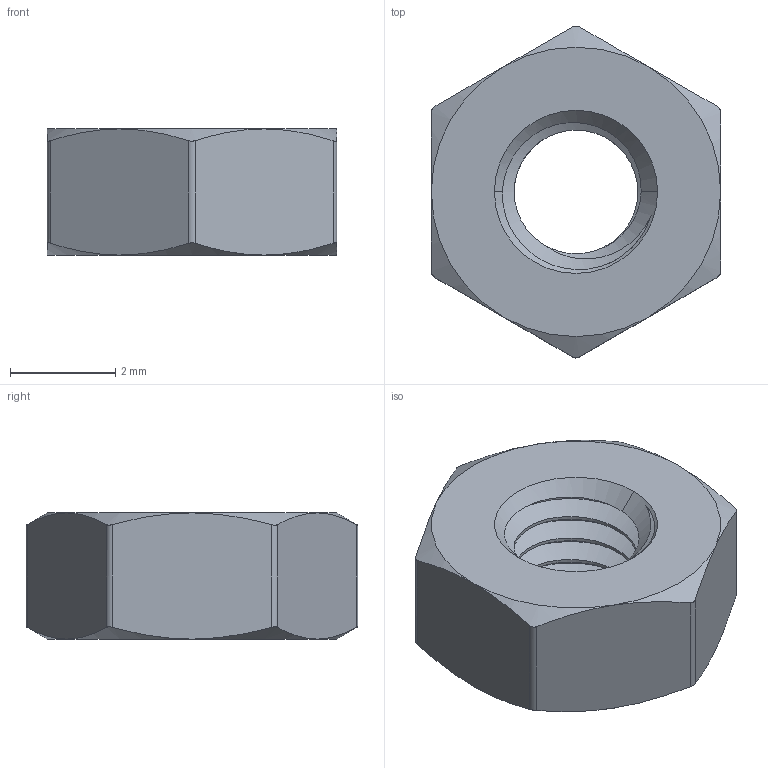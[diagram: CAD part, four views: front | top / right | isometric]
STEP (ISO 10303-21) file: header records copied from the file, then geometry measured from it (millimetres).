
FILE_DESCRIPTION (( 'STEP AP203' ), '1' );
FILE_NAME ('91828A211_18-8 Stainless Steel Hex Nut.STEP', '2023-01-31T18:38:29', ( 'Administrator' ), ( 'Managed by Terraform' ), 'SwSTEP 2.0', 'SolidWorks 2017', '' );
FILE_SCHEMA (( 'CONFIG_CONTROL_DESIGN' ));
Length unit declared in the file: millimetre
Products named in the file (1): 91828A211_18-8 Stainless Steel Hex Nut
Bounding box: 5.5 x 6.31 x 2.4 mm (x, y, z)
Volume: 48.4 mm3; surface area: 115.1 mm2
Topology: 1 solids, 1 shells, 50 faces, 132 edges, 84 vertices
Faces by surface type: cylinder 24, cone 16, plane 8, bspline 2
Entity records: 2349 total; most frequent: CARTESIAN_POINT 1219, ORIENTED_EDGE 264, DIRECTION 170, EDGE_CURVE 132, VERTEX_POINT 84, AXIS2_PLACEMENT_3D 69, EDGE_LOOP 52, ADVANCED_FACE 50
